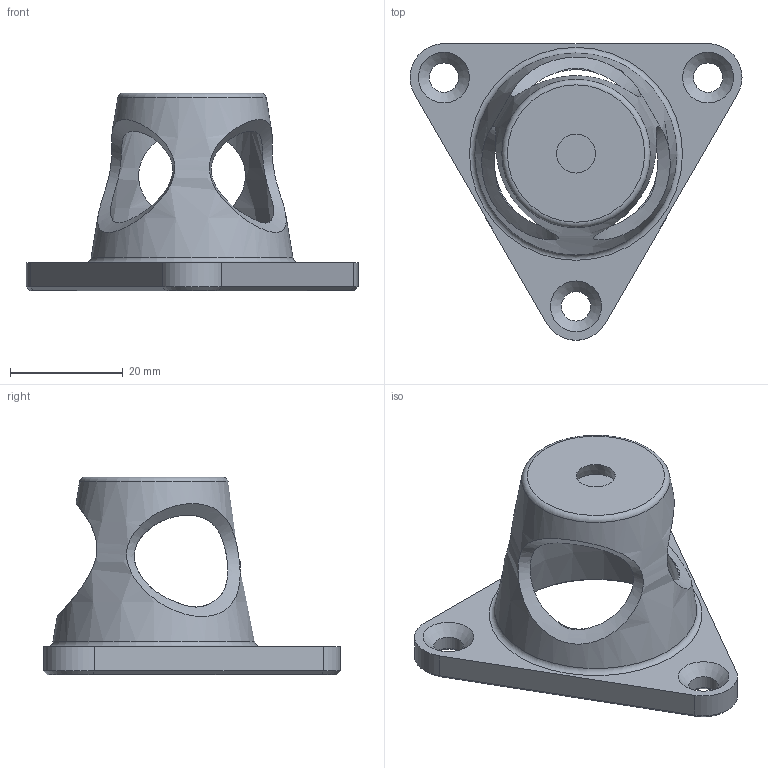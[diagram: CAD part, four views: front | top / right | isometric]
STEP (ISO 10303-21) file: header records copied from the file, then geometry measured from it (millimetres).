
FILE_DESCRIPTION(/* description */ ('Alibre Inc.'),/* implementation_level */ '2;1');
FILE_NAME(/* name */ 'export0',/* time_stamp */ '2015-07-05T23:16:00+12:00',/* author */ (''),/* organization */ (''),/* preprocessor_version */ 'ST-DEVELOPER v14',/* originating_system */ 'Alibre',/* authorisation */ '');
FILE_SCHEMA (('CONFIG_CONTROL_DESIGN'));
Length unit declared in the file: centimetre
Products named in the file (1): ID_1
Bounding box: 58.77 x 52.5 x 35 mm (x, y, z)
Volume: 9430.2 mm3; surface area: 7949.9 mm2
Topology: 1 solids, 1 shells, 39 faces, 93 edges, 57 vertices
Faces by surface type: cone 13, plane 11, cylinder 9, torus 3, bspline 3
Full cylindrical faces by diameter (mm): 5.2 x3
Entity records: 2117 total; most frequent: CARTESIAN_POINT 1239, DIRECTION 144, ORIENTED_EDGE 140, EDGE_CURVE 70, EDGE_LOOP 70, FACE_BOUND 70, AXIS2_PLACEMENT_3D 67, VERTEX_POINT 52
